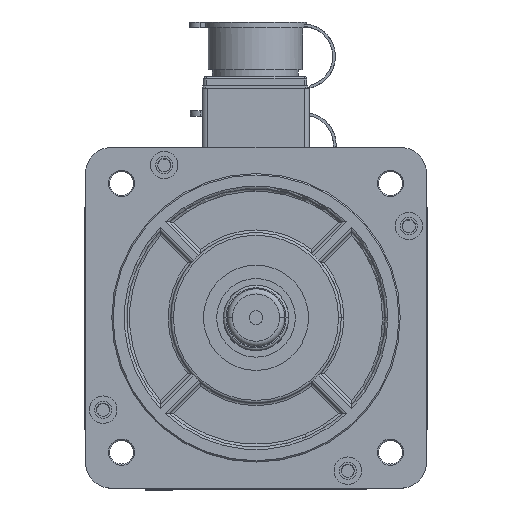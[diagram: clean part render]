
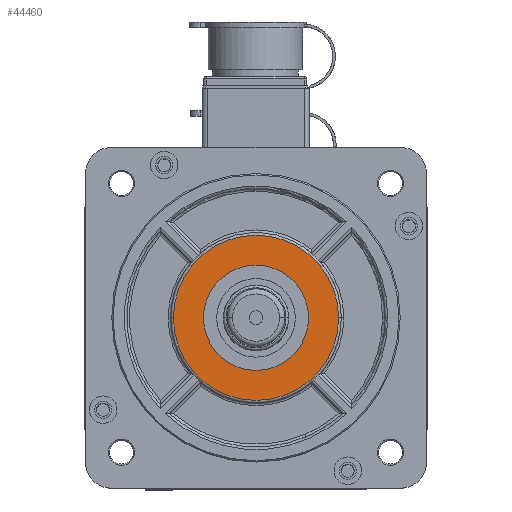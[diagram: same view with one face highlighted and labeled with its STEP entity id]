
A CAD part, top view. The second image highlights one B-rep face of the part: STEP entity #44460.
In plain terms, the highlighted planar face has unit normal (0, 0, 1).
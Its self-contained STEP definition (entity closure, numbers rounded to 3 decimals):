
#1220 = ORIENTED_EDGE ( 'NONE', *, *, #53508, .T. ) ;
#2191 = EDGE_CURVE ( 'NONE', #49843, #25493, #23146, .T. ) ;
#2299 = AXIS2_PLACEMENT_3D ( 'NONE', #64542, #27780, #39632 ) ;
#4346 = EDGE_CURVE ( 'NONE', #10382, #28729, #14847, .T. ) ;
#7937 = CARTESIAN_POINT ( 'NONE',  ( 20.05, 0., 18.5 ) ) ;
#10382 = VERTEX_POINT ( 'NONE', #12784 ) ;
#12784 = CARTESIAN_POINT ( 'NONE',  ( -31.5, 0., 18.5 ) ) ;
#14847 = CIRCLE ( 'NONE', #59117, 31.5 ) ;
#17723 = DIRECTION ( 'NONE',  ( 1., 0., 0. ) ) ;
#20803 = FACE_BOUND ( 'NONE', #37439, .T. ) ;
#21971 = FACE_OUTER_BOUND ( 'NONE', #67569, .T. ) ;
#23146 = CIRCLE ( 'NONE', #25689, 20.05 ) ;
#23821 = CARTESIAN_POINT ( 'NONE',  ( 0., 0., 18.5 ) ) ;
#23831 = CIRCLE ( 'NONE', #2299, 31.5 ) ;
#25283 = ORIENTED_EDGE ( 'NONE', *, *, #25557, .F. ) ;
#25493 = VERTEX_POINT ( 'NONE', #63889 ) ;
#25557 = EDGE_CURVE ( 'NONE', #25493, #49843, #50686, .T. ) ;
#25689 = AXIS2_PLACEMENT_3D ( 'NONE', #23821, #42798, #31292 ) ;
#27099 = DIRECTION ( 'NONE',  ( 1., 0., 0. ) ) ;
#27529 = DIRECTION ( 'NONE',  ( 0., 0., 1. ) ) ;
#27780 = DIRECTION ( 'NONE',  ( 0., 0., 1. ) ) ;
#28729 = VERTEX_POINT ( 'NONE', #55465 ) ;
#30401 = CARTESIAN_POINT ( 'NONE',  ( 0., 0., 18.5 ) ) ;
#31292 = DIRECTION ( 'NONE',  ( 1., 0., 0. ) ) ;
#35008 = AXIS2_PLACEMENT_3D ( 'NONE', #51287, #27529, #68701 ) ;
#37439 = EDGE_LOOP ( 'NONE', ( #67416, #25283 ) ) ;
#39632 = DIRECTION ( 'NONE',  ( 1., 0., 0. ) ) ;
#42798 = DIRECTION ( 'NONE',  ( 0., 0., 1. ) ) ;
#44460 = ADVANCED_FACE ( 'NONE', ( #21971, #20803 ), #63543, .T. ) ;
#49843 = VERTEX_POINT ( 'NONE', #7937 ) ;
#50686 = CIRCLE ( 'NONE', #65883, 20.05 ) ;
#51287 = CARTESIAN_POINT ( 'NONE',  ( 0., 0., 18.5 ) ) ;
#53470 = CARTESIAN_POINT ( 'NONE',  ( 0., 0., 18.5 ) ) ;
#53508 = EDGE_CURVE ( 'NONE', #28729, #10382, #23831, .T. ) ;
#54532 = DIRECTION ( 'NONE',  ( 0., 0., 1. ) ) ;
#55465 = CARTESIAN_POINT ( 'NONE',  ( 31.5, 0., 18.5 ) ) ;
#59117 = AXIS2_PLACEMENT_3D ( 'NONE', #30401, #54532, #17723 ) ;
#63543 = PLANE ( 'NONE',  #35008 ) ;
#63889 = CARTESIAN_POINT ( 'NONE',  ( -20.05, 0., 18.5 ) ) ;
#64542 = CARTESIAN_POINT ( 'NONE',  ( 0., 0., 18.5 ) ) ;
#65883 = AXIS2_PLACEMENT_3D ( 'NONE', #53470, #75759, #27099 ) ;
#67416 = ORIENTED_EDGE ( 'NONE', *, *, #2191, .F. ) ;
#67569 = EDGE_LOOP ( 'NONE', ( #1220, #76533 ) ) ;
#68701 = DIRECTION ( 'NONE',  ( 1., 0., 0. ) ) ;
#75759 = DIRECTION ( 'NONE',  ( 0., 0., 1. ) ) ;
#76533 = ORIENTED_EDGE ( 'NONE', *, *, #4346, .T. ) ;
